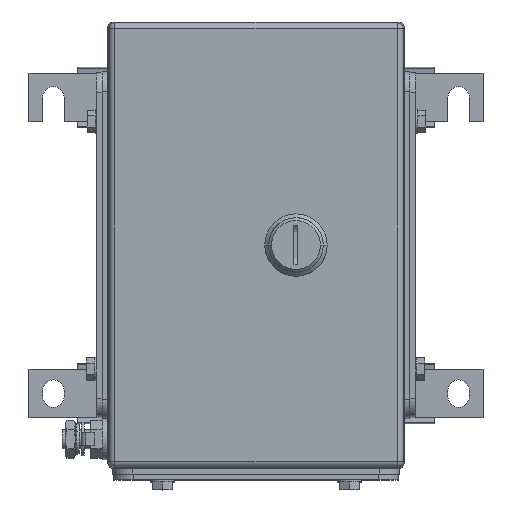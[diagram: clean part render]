
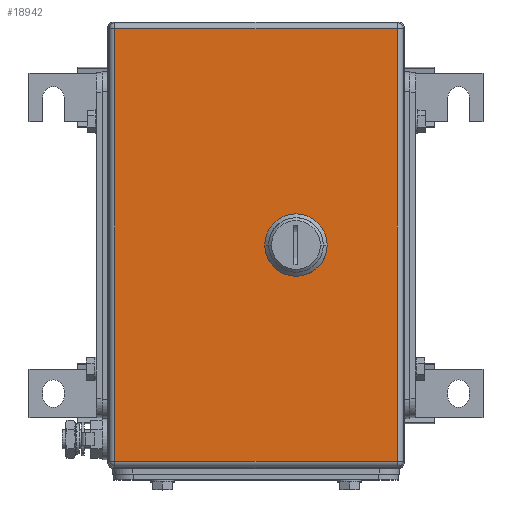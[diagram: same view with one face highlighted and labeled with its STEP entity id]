
A CAD part, top view. The second image highlights one B-rep face of the part: STEP entity #18942.
In plain terms, the highlighted planar face has unit normal (0, 0, 1).
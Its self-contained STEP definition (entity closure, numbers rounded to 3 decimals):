
#17970=AXIS2_PLACEMENT_3D('Circle Axis2P3D',#17968,#17969,$) ;
#18018=AXIS2_PLACEMENT_3D('Circle Axis2P3D',#18016,#18017,$) ;
#18037=AXIS2_PLACEMENT_3D('Circle Axis2P3D',#18035,#18036,$) ;
#18911=AXIS2_PLACEMENT_3D('Circle Axis2P3D',#18909,#18910,$) ;
#18924=AXIS2_PLACEMENT_3D('Plane Axis2P3D',#18921,#18922,#18923) ;
#17829=CARTESIAN_POINT('Vertex',(147.05,120.444,136.5)) ;
#17832=CARTESIAN_POINT('Line Origine',(147.05,125.5,136.5)) ;
#17836=CARTESIAN_POINT('Vertex',(147.05,130.556,136.5)) ;
#17965=CARTESIAN_POINT('Vertex',(142.056,115.45,136.5)) ;
#17968=CARTESIAN_POINT('Axis2P3D Location',(137.,125.5,136.5)) ;
#17989=CARTESIAN_POINT('Vertex',(131.944,115.45,136.5)) ;
#17992=CARTESIAN_POINT('Line Origine',(137.,115.45,136.5)) ;
#18013=CARTESIAN_POINT('Vertex',(126.95,120.444,136.5)) ;
#18016=CARTESIAN_POINT('Axis2P3D Location',(137.,125.5,136.5)) ;
#18032=CARTESIAN_POINT('Vertex',(131.944,135.55,136.5)) ;
#18035=CARTESIAN_POINT('Axis2P3D Location',(137.,125.5,136.5)) ;
#18039=CARTESIAN_POINT('Vertex',(126.95,130.556,136.5)) ;
#18063=CARTESIAN_POINT('Vertex',(189.,236.5,136.5)) ;
#18079=CARTESIAN_POINT('Vertex',(44.,236.5,136.5)) ;
#18082=CARTESIAN_POINT('Line Origine',(116.5,236.5,136.5)) ;
#18117=CARTESIAN_POINT('Vertex',(44.,14.5,136.5)) ;
#18120=CARTESIAN_POINT('Line Origine',(44.,127.6,136.5)) ;
#18155=CARTESIAN_POINT('Vertex',(189.,14.5,136.5)) ;
#18158=CARTESIAN_POINT('Line Origine',(116.5,14.5,136.5)) ;
#18194=CARTESIAN_POINT('Line Origine',(189.,123.4,136.5)) ;
#18829=CARTESIAN_POINT('Vertex',(142.056,135.55,136.5)) ;
#18832=CARTESIAN_POINT('Line Origine',(137.,135.55,136.5)) ;
#18849=CARTESIAN_POINT('Line Origine',(126.95,125.5,136.5)) ;
#18909=CARTESIAN_POINT('Axis2P3D Location',(137.,125.5,136.5)) ;
#18921=CARTESIAN_POINT('Axis2P3D Location',(116.5,125.5,136.5)) ;
#17833=DIRECTION('Vector Direction',(0.,-1.,0.)) ;
#17969=DIRECTION('Axis2P3D Direction',(0.,0.,1.)) ;
#17993=DIRECTION('Vector Direction',(1.,0.,0.)) ;
#18017=DIRECTION('Axis2P3D Direction',(0.,0.,1.)) ;
#18036=DIRECTION('Axis2P3D Direction',(0.,0.,1.)) ;
#18083=DIRECTION('Vector Direction',(1.,0.,0.)) ;
#18121=DIRECTION('Vector Direction',(0.,-1.,0.)) ;
#18159=DIRECTION('Vector Direction',(1.,0.,0.)) ;
#18195=DIRECTION('Vector Direction',(0.,1.,0.)) ;
#18833=DIRECTION('Vector Direction',(1.,0.,0.)) ;
#18850=DIRECTION('Vector Direction',(0.,1.,0.)) ;
#18910=DIRECTION('Axis2P3D Direction',(0.,0.,1.)) ;
#18922=DIRECTION('Axis2P3D Direction',(0.,0.,1.)) ;
#18923=DIRECTION('Axis2P3D XDirection',(1.,0.,0.)) ;
#17834=VECTOR('Line Direction',#17833,1.) ;
#17994=VECTOR('Line Direction',#17993,1.) ;
#18084=VECTOR('Line Direction',#18083,1.) ;
#18122=VECTOR('Line Direction',#18121,1.) ;
#18160=VECTOR('Line Direction',#18159,1.) ;
#18196=VECTOR('Line Direction',#18195,1.) ;
#18834=VECTOR('Line Direction',#18833,1.) ;
#18851=VECTOR('Line Direction',#18850,1.) ;
#18927=ORIENTED_EDGE('',*,*,#18086,.T.) ;
#18928=ORIENTED_EDGE('',*,*,#18124,.T.) ;
#18929=ORIENTED_EDGE('',*,*,#18162,.T.) ;
#18930=ORIENTED_EDGE('',*,*,#18198,.T.) ;
#18933=ORIENTED_EDGE('',*,*,#17972,.F.) ;
#18934=ORIENTED_EDGE('',*,*,#17996,.F.) ;
#18935=ORIENTED_EDGE('',*,*,#18020,.F.) ;
#18936=ORIENTED_EDGE('',*,*,#18853,.T.) ;
#18937=ORIENTED_EDGE('',*,*,#18041,.F.) ;
#18938=ORIENTED_EDGE('',*,*,#18836,.T.) ;
#18939=ORIENTED_EDGE('',*,*,#18913,.F.) ;
#18940=ORIENTED_EDGE('',*,*,#17838,.T.) ;
#18941=FACE_BOUND('',#18932,.T.) ;
#18942=ADVANCED_FACE('Produkt1_AllCATPart.2\\ZUB_KTB_QL_221513_3GP_AllCATPart.2\\ZUB_DE_KTB_QL231513.1\\DE_KTB_MH_PART_MASTER.1\\Koerper.2',(#18931,#18941),#18925,.T.) ;
#17971=CIRCLE('generated circle',#17970,11.25) ;
#18019=CIRCLE('generated circle',#18018,11.25) ;
#18038=CIRCLE('generated circle',#18037,11.25) ;
#18912=CIRCLE('generated circle',#18911,11.25) ;
#17838=EDGE_CURVE('',#17837,#17830,#17835,.T.) ;
#17972=EDGE_CURVE('',#17966,#17830,#17971,.T.) ;
#17996=EDGE_CURVE('',#17990,#17966,#17995,.T.) ;
#18020=EDGE_CURVE('',#18014,#17990,#18019,.T.) ;
#18041=EDGE_CURVE('',#18033,#18040,#18038,.T.) ;
#18086=EDGE_CURVE('',#18064,#18080,#18085,.F.) ;
#18124=EDGE_CURVE('',#18080,#18118,#18123,.T.) ;
#18162=EDGE_CURVE('',#18118,#18156,#18161,.T.) ;
#18198=EDGE_CURVE('',#18156,#18064,#18197,.T.) ;
#18836=EDGE_CURVE('',#18033,#18830,#18835,.T.) ;
#18853=EDGE_CURVE('',#18014,#18040,#18852,.T.) ;
#18913=EDGE_CURVE('',#17837,#18830,#18912,.T.) ;
#18926=EDGE_LOOP('',(#18927,#18928,#18929,#18930)) ;
#18932=EDGE_LOOP('',(#18933,#18934,#18935,#18936,#18937,#18938,#18939,#18940)) ;
#18931=FACE_OUTER_BOUND('',#18926,.T.) ;
#17835=LINE('Line',#17832,#17834) ;
#17995=LINE('Line',#17992,#17994) ;
#18085=LINE('Line',#18082,#18084) ;
#18123=LINE('Line',#18120,#18122) ;
#18161=LINE('Line',#18158,#18160) ;
#18197=LINE('Line',#18194,#18196) ;
#18835=LINE('Line',#18832,#18834) ;
#18852=LINE('Line',#18849,#18851) ;
#18925=PLANE('',#18924) ;
#17830=VERTEX_POINT('',#17829) ;
#17837=VERTEX_POINT('',#17836) ;
#17966=VERTEX_POINT('',#17965) ;
#17990=VERTEX_POINT('',#17989) ;
#18014=VERTEX_POINT('',#18013) ;
#18033=VERTEX_POINT('',#18032) ;
#18040=VERTEX_POINT('',#18039) ;
#18064=VERTEX_POINT('',#18063) ;
#18080=VERTEX_POINT('',#18079) ;
#18118=VERTEX_POINT('',#18117) ;
#18156=VERTEX_POINT('',#18155) ;
#18830=VERTEX_POINT('',#18829) ;
